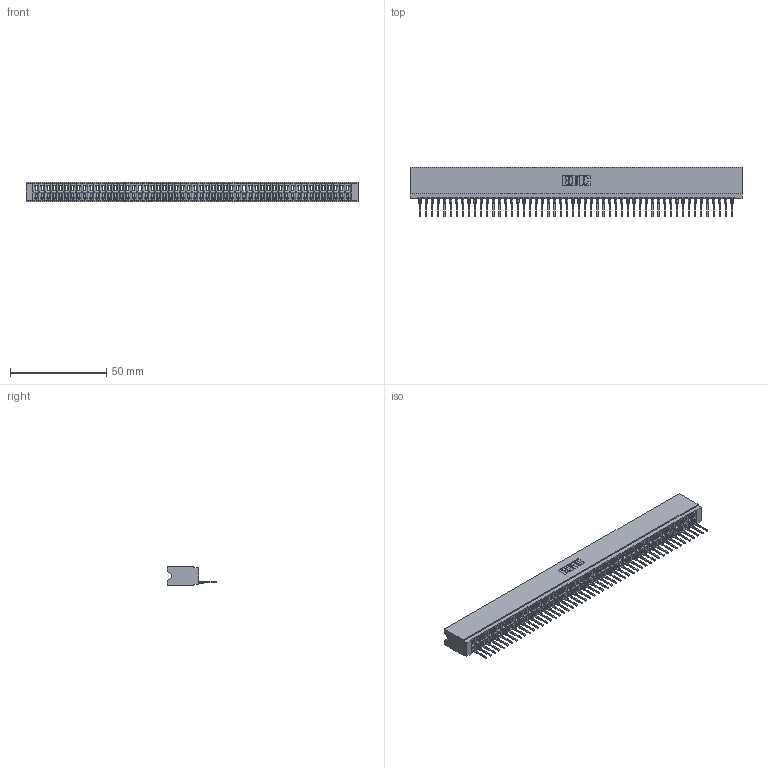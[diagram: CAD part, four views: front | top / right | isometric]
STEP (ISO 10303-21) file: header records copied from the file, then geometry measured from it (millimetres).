
FILE_DESCRIPTION (( 'STEP AP203' ), '1' );
FILE_NAME ('746-052-527-506.STEP', '2026-03-04T20:56:21', ( '' ), ( '' ), 'SwSTEP 2.0', 'SolidWorks 2023', '' );
FILE_SCHEMA (( 'CONFIG_CONTROL_DESIGN' ));
Length unit declared in the file: millimetre
Products named in the file (3): 746-052-527-506; 746-292-001_527; 746 Part_.340 Slot Depth - 06
Assembly tree (53 placements, depth 2):
  746-052-527-506
    746 Part_.340 Slot Depth - 06
    746-292-001_527  x52
Bounding box: 172.34 x 25.9 x 9.91 mm (x, y, z)
Volume: 19312.1 mm3; surface area: 26505.3 mm2
Topology: 53 solids, 53 shells, 5714 faces, 16229 edges, 10419 vertices
Faces by surface type: plane 3332, bspline 1040, cylinder 1030, torus 312
Entity records: 77185 total; most frequent: CARTESIAN_POINT 15536, ORIENTED_EDGE 13588, DIRECTION 11224, EDGE_CURVE 6794, LINE 6090, VECTOR 6090, VERTEX_POINT 4503, AXIS2_PLACEMENT_3D 2567
